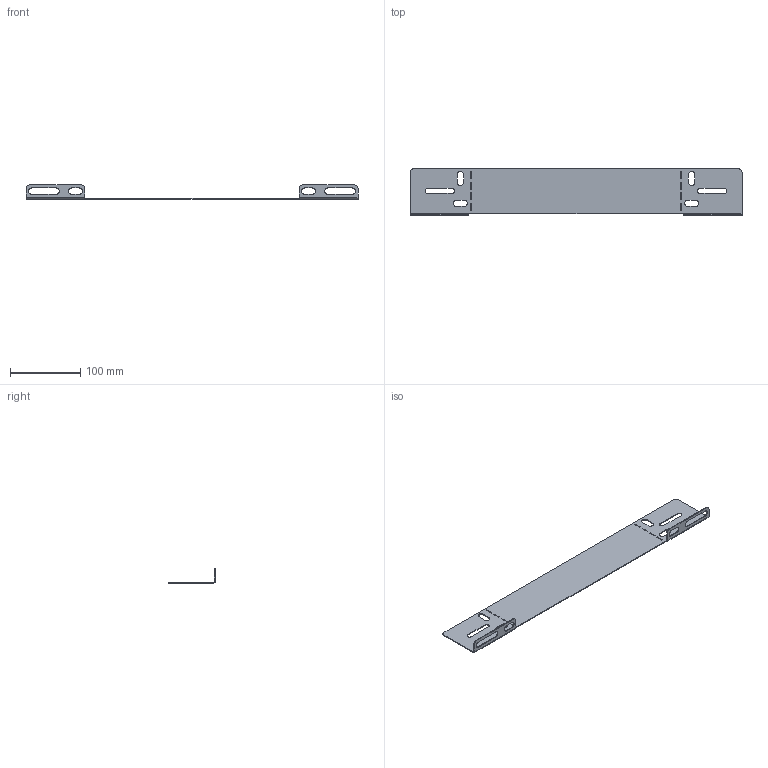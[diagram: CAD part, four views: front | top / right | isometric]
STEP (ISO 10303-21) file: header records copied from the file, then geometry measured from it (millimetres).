
FILE_DESCRIPTION (( 'STEP AP203' ), '1' );
FILE_NAME ('ﾊﾈﾂﾀ 195.00.06 ﾐ裝LESTA_H80-300.step', '2022-01-27T11:42:28', ( '' ), ( '' ), 'SwSTEP 2.0', 'SolidWorks 2017', '' );
FILE_SCHEMA (( 'CONFIG_CONTROL_DESIGN' ));
Length unit declared in the file: millimetre
Products named in the file (1): ﾊﾈﾂﾀ 195.00.06 ﾐ裝LESTA_H80-300
Bounding box: 473 x 66 x 20 mm (x, y, z)
Volume: 37365.5 mm3; surface area: 64685.7 mm2
Topology: 1 solids, 1 shells, 106 faces, 296 edges, 192 vertices
Faces by surface type: plane 72, cylinder 34
Entity records: 3529 total; most frequent: CARTESIAN_POINT 595, ORIENTED_EDGE 592, DIRECTION 578, EDGE_CURVE 296, LINE 228, VECTOR 228, VERTEX_POINT 192, AXIS2_PLACEMENT_3D 175
